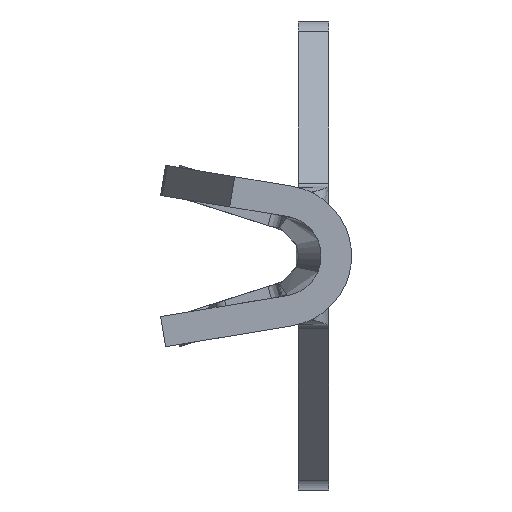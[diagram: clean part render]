
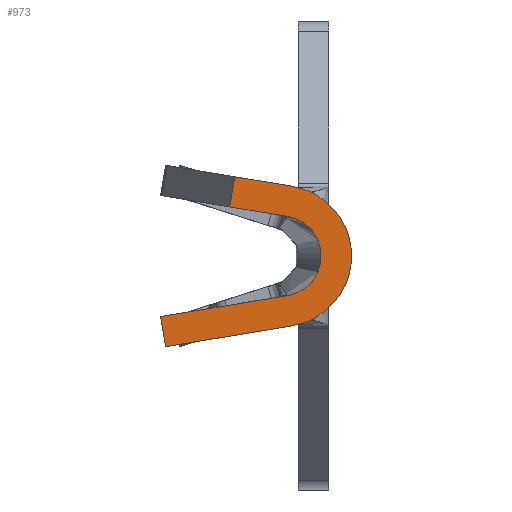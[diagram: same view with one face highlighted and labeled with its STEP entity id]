
A CAD part, left-side view. The second image highlights one B-rep face of the part: STEP entity #973.
In plain terms, the highlighted planar face has unit normal (-1, 0, 0).
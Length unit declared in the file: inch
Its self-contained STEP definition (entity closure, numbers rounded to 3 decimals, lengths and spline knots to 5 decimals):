
#12 = DIRECTION ( 'NONE',  ( 0., 0., 1. ) ) ;
#33 = VECTOR ( 'NONE', #3900, 39.37008 ) ;
#82 = EDGE_CURVE ( 'NONE', #4438, #463, #5040, .T. ) ;
#138 = AXIS2_PLACEMENT_3D ( 'NONE', #4460, #4450, #4433 ) ;
#224 = VERTEX_POINT ( 'NONE', #3868 ) ;
#260 = LINE ( 'NONE', #2162, #33 ) ;
#381 = EDGE_CURVE ( 'NONE', #5852, #1914, #3033, .T. ) ;
#385 = AXIS2_PLACEMENT_3D ( 'NONE', #570, #2425, #4172 ) ;
#392 = CIRCLE ( 'NONE', #395, 0.037 ) ;
#395 = AXIS2_PLACEMENT_3D ( 'NONE', #2391, #4137, #12 ) ;
#463 = VERTEX_POINT ( 'NONE', #2516 ) ;
#570 = CARTESIAN_POINT ( 'NONE',  ( -0.464, 0.025, 0. ) ) ;
#595 = VECTOR ( 'NONE', #5174, 39.37008 ) ;
#836 = EDGE_LOOP ( 'NONE', ( #2805, #2810, #2819, #2838, #2842, #2861, #2885, #2891 ) ) ;
#973 = ADVANCED_FACE ( 'NONE', ( #4493 ), #4486, .T. ) ;
#1281 = CARTESIAN_POINT ( 'NONE',  ( -0.464, 0.0518, 0.02572 ) ) ;
#1495 = DIRECTION ( 'NONE',  ( 0., 0.987, -0.163 ) ) ;
#1582 = LINE ( 'NONE', #3327, #595 ) ;
#1614 = CARTESIAN_POINT ( 'NONE',  ( -0.464, 0.0518, 0.02572 ) ) ;
#1914 = VERTEX_POINT ( 'NONE', #5167 ) ;
#2066 = VECTOR ( 'NONE', #1495, 39.37008 ) ;
#2162 = CARTESIAN_POINT ( 'NONE',  ( -0.464, 0.01896, 0.0365 ) ) ;
#2270 = VECTOR ( 'NONE', #5013, 39.37008 ) ;
#2391 = CARTESIAN_POINT ( 'NONE',  ( -0.464, 0.025, 0. ) ) ;
#2425 = DIRECTION ( 'NONE',  ( 1., 0., 0. ) ) ;
#2495 = CARTESIAN_POINT ( 'NONE',  ( -0.464, 0.04919, 0.04151 ) ) ;
#2516 = CARTESIAN_POINT ( 'NONE',  ( -0.464, 0.02157, 0.02072 ) ) ;
#2805 = ORIENTED_EDGE ( 'NONE', *, *, #5233, .F. ) ;
#2810 = ORIENTED_EDGE ( 'NONE', *, *, #82, .T. ) ;
#2819 = ORIENTED_EDGE ( 'NONE', *, *, #5409, .T. ) ;
#2838 = ORIENTED_EDGE ( 'NONE', *, *, #4801, .T. ) ;
#2842 = ORIENTED_EDGE ( 'NONE', *, *, #381, .T. ) ;
#2861 = ORIENTED_EDGE ( 'NONE', *, *, #3113, .T. ) ;
#2885 = ORIENTED_EDGE ( 'NONE', *, *, #3044, .T. ) ;
#2891 = ORIENTED_EDGE ( 'NONE', *, *, #5578, .T. ) ;
#3005 = DIRECTION ( 'NONE',  ( 0., -0.163, -0.987 ) ) ;
#3013 = CARTESIAN_POINT ( 'NONE',  ( -0.464, 0.088, -0.03171 ) ) ;
#3033 = LINE ( 'NONE', #3013, #4859 ) ;
#3044 = EDGE_CURVE ( 'NONE', #5197, #4970, #392, .T. ) ;
#3067 = DIRECTION ( 'NONE',  ( 0., -0.163, 0.987 ) ) ;
#3113 = EDGE_CURVE ( 'NONE', #1914, #5197, #1582, .T. ) ;
#3327 = CARTESIAN_POINT ( 'NONE',  ( -0.464, 0.01896, -0.0365 ) ) ;
#3678 = LINE ( 'NONE', #5529, #2066 ) ;
#3868 = CARTESIAN_POINT ( 'NONE',  ( -0.464, 0.02157, -0.02072 ) ) ;
#3900 = DIRECTION ( 'NONE',  ( 0., 0.987, 0.163 ) ) ;
#3910 = CARTESIAN_POINT ( 'NONE',  ( -0.464, 0.01896, -0.0365 ) ) ;
#4137 = DIRECTION ( 'NONE',  ( -1., 0., 0. ) ) ;
#4172 = DIRECTION ( 'NONE',  ( 0., 0., 1. ) ) ;
#4251 = CARTESIAN_POINT ( 'NONE',  ( -0.464, 0.088, -0.03171 ) ) ;
#4433 = DIRECTION ( 'NONE',  ( 0., 0., 1. ) ) ;
#4438 = VERTEX_POINT ( 'NONE', #1614 ) ;
#4450 = DIRECTION ( 'NONE',  ( -1., 0., 0. ) ) ;
#4460 = CARTESIAN_POINT ( 'NONE',  ( -0.464, 0.025, 0. ) ) ;
#4486 = PLANE ( 'NONE',  #138 ) ;
#4493 = FACE_OUTER_BOUND ( 'NONE', #836, .T. ) ;
#4504 = CARTESIAN_POINT ( 'NONE',  ( -0.464, 0.01896, 0.0365 ) ) ;
#4594 = VECTOR ( 'NONE', #3067, 39.37008 ) ;
#4797 = CIRCLE ( 'NONE', #385, 0.021 ) ;
#4801 = EDGE_CURVE ( 'NONE', #224, #5852, #3678, .T. ) ;
#4859 = VECTOR ( 'NONE', #3005, 39.37008 ) ;
#4970 = VERTEX_POINT ( 'NONE', #4504 ) ;
#5013 = DIRECTION ( 'NONE',  ( 0., -0.987, -0.163 ) ) ;
#5035 = CARTESIAN_POINT ( 'NONE',  ( -0.464, 0.02157, 0.02072 ) ) ;
#5040 = LINE ( 'NONE', #5035, #2270 ) ;
#5167 = CARTESIAN_POINT ( 'NONE',  ( -0.464, 0.08539, -0.0475 ) ) ;
#5174 = DIRECTION ( 'NONE',  ( 0., -0.987, 0.163 ) ) ;
#5197 = VERTEX_POINT ( 'NONE', #3910 ) ;
#5233 = EDGE_CURVE ( 'NONE', #4438, #5845, #5333, .T. ) ;
#5333 = LINE ( 'NONE', #1281, #4594 ) ;
#5409 = EDGE_CURVE ( 'NONE', #463, #224, #4797, .T. ) ;
#5529 = CARTESIAN_POINT ( 'NONE',  ( -0.464, 0.02157, -0.02072 ) ) ;
#5578 = EDGE_CURVE ( 'NONE', #4970, #5845, #260, .T. ) ;
#5845 = VERTEX_POINT ( 'NONE', #2495 ) ;
#5852 = VERTEX_POINT ( 'NONE', #4251 ) ;
